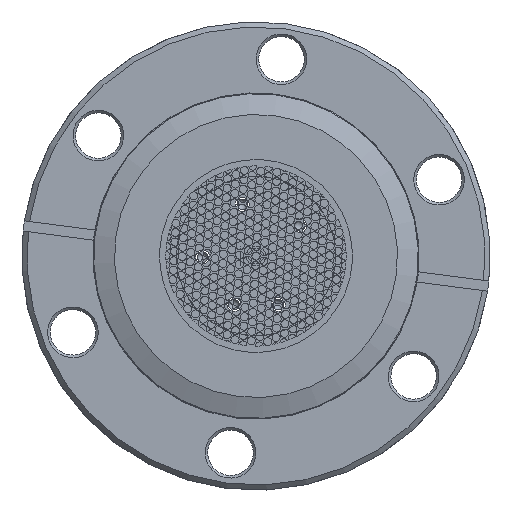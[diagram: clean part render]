
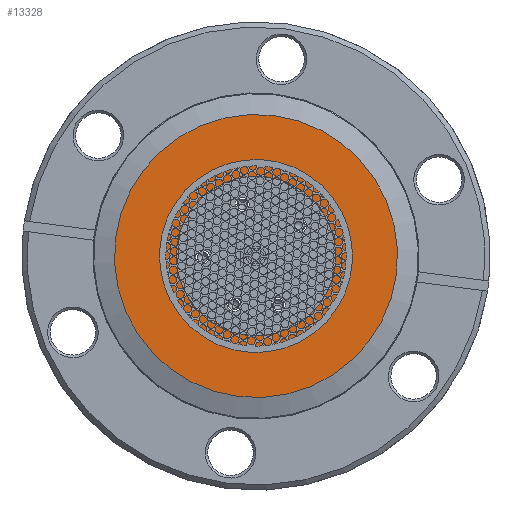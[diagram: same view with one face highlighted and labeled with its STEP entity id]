
A CAD part, front view. The second image highlights one B-rep face of the part: STEP entity #13328.
In plain terms, the highlighted planar face has unit normal (0, -1, 0).
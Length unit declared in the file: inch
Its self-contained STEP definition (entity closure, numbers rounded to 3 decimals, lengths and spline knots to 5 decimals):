
#1226 = CIRCLE ( 'NONE', #6595, 0.465 ) ;
#5473 = CARTESIAN_POINT ( 'NONE',  ( 1.46968, 0.25258, 0.0978 ) ) ;
#6595 = AXIS2_PLACEMENT_3D ( 'NONE', #5473, #18705, #7440 ) ;
#7133 = CARTESIAN_POINT ( 'NONE',  ( 1.64856, 0.25258, -0.33142 ) ) ;
#7440 = DIRECTION ( 'NONE',  ( 0.385, 0., -0.923 ) ) ;
#10020 = CARTESIAN_POINT ( 'NONE',  ( 1.46968, 0.25258, 0.0978 ) ) ;
#10746 = CIRCLE ( 'NONE', #22243, 0.825 ) ;
#11168 = FACE_BOUND ( 'NONE', #20599, .T. ) ;
#11522 = DIRECTION ( 'NONE',  ( 0., -1., 0. ) ) ;
#11935 = DIRECTION ( 'NONE',  ( -0.385, 0., 0.923 ) ) ;
#12560 = EDGE_LOOP ( 'NONE', ( #20959 ) ) ;
#13328 = ADVANCED_FACE ( 'NONE', ( #11168, #20968 ), #19187, .F. ) ;
#15654 = AXIS2_PLACEMENT_3D ( 'NONE', #10020, #22995, #11935 ) ;
#17459 = VERTEX_POINT ( 'NONE', #20249 ) ;
#18460 = ORIENTED_EDGE ( 'NONE', *, *, #23780, .F. ) ;
#18705 = DIRECTION ( 'NONE',  ( 0., -1., 0. ) ) ;
#19187 = PLANE ( 'NONE',  #15654 ) ;
#20249 = CARTESIAN_POINT ( 'NONE',  ( 1.1523, 0.25258, 0.85931 ) ) ;
#20599 = EDGE_LOOP ( 'NONE', ( #18460 ) ) ;
#20959 = ORIENTED_EDGE ( 'NONE', *, *, #23825, .T. ) ;
#20968 = FACE_OUTER_BOUND ( 'NONE', #12560, .T. ) ;
#22243 = AXIS2_PLACEMENT_3D ( 'NONE', #22575, #11522, #24442 ) ;
#22326 = VERTEX_POINT ( 'NONE', #7133 ) ;
#22575 = CARTESIAN_POINT ( 'NONE',  ( 1.46968, 0.25258, 0.0978 ) ) ;
#22995 = DIRECTION ( 'NONE',  ( 0., 1., 0. ) ) ;
#23780 = EDGE_CURVE ( 'NONE', #22326, #22326, #1226, .T. ) ;
#23825 = EDGE_CURVE ( 'NONE', #17459, #17459, #10746, .T. ) ;
#24442 = DIRECTION ( 'NONE',  ( -0.385, 0., 0.923 ) ) ;
